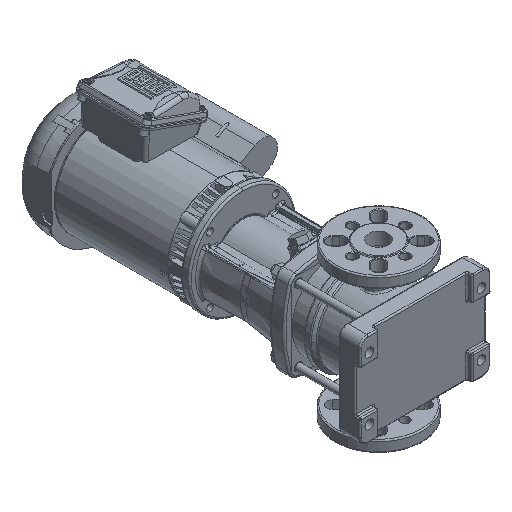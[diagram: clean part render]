
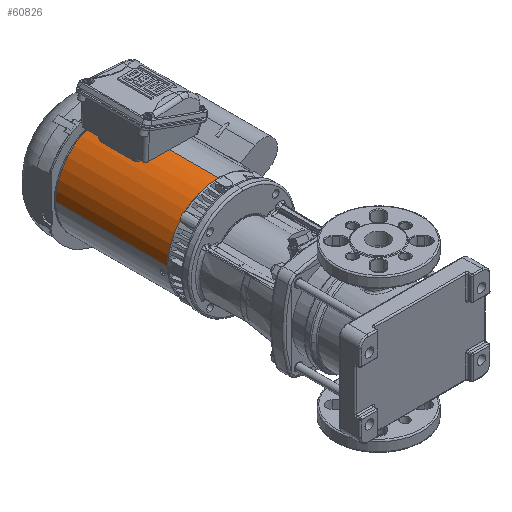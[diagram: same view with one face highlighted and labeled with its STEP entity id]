
A CAD part, isometric view. The second image highlights one B-rep face of the part: STEP entity #60826.
In plain terms, the highlighted cylindrical face has radius 81.875 mm (diameter 163.75 mm), a partial arc.
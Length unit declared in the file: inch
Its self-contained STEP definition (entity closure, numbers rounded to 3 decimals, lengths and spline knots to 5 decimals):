
#1327 = CIRCLE ( 'NONE', #43060, 3.22343 ) ;
#2128 = CARTESIAN_POINT ( 'NONE',  ( 0., 0., 3.22343 ) ) ;
#2400 = CARTESIAN_POINT ( 'NONE',  ( 21.20633, -3.22343, 0.00056 ) ) ;
#8447 = ORIENTED_EDGE ( 'NONE', *, *, #83511, .T. ) ;
#8905 = VERTEX_POINT ( 'NONE', #8991 ) ;
#8991 = CARTESIAN_POINT ( 'NONE',  ( -7.08661, -3.22343, 0.00056 ) ) ;
#10701 = AXIS2_PLACEMENT_3D ( 'NONE', #90029, #56215, #13274 ) ;
#11352 = FACE_OUTER_BOUND ( 'NONE', #96623, .T. ) ;
#11643 = LINE ( 'NONE', #2400, #82624 ) ;
#12944 = DIRECTION ( 'NONE',  ( 0., 0., 1. ) ) ;
#13274 = DIRECTION ( 'NONE',  ( 0., 0., 1. ) ) ;
#14131 = LINE ( 'NONE', #23399, #42692 ) ;
#21687 = DIRECTION ( 'NONE',  ( -1., 0., 0. ) ) ;
#22269 = VERTEX_POINT ( 'NONE', #2128 ) ;
#22375 = DIRECTION ( 'NONE',  ( -1., 0., 0. ) ) ;
#23399 = CARTESIAN_POINT ( 'NONE',  ( 21.20633, 0., 3.22343 ) ) ;
#27446 = DIRECTION ( 'NONE',  ( -1., 0., 0. ) ) ;
#31068 = DIRECTION ( 'NONE',  ( 0., 0., -1. ) ) ;
#34527 = CARTESIAN_POINT ( 'NONE',  ( 0., -3.22343, 0.00056 ) ) ;
#40700 = AXIS2_PLACEMENT_3D ( 'NONE', #54822, #21687, #12944 ) ;
#42692 = VECTOR ( 'NONE', #81074, 39.37008 ) ;
#43060 = AXIS2_PLACEMENT_3D ( 'NONE', #81653, #22375, #31068 ) ;
#43505 = EDGE_CURVE ( 'NONE', #67648, #8905, #45423, .T. ) ;
#45423 = CIRCLE ( 'NONE', #10701, 3.22343 ) ;
#46293 = ORIENTED_EDGE ( 'NONE', *, *, #53925, .T. ) ;
#53925 = EDGE_CURVE ( 'NONE', #22269, #67648, #14131, .T. ) ;
#54822 = CARTESIAN_POINT ( 'NONE',  ( 21.20633, 0., 0. ) ) ;
#56215 = DIRECTION ( 'NONE',  ( 1., 0., 0. ) ) ;
#59550 = CARTESIAN_POINT ( 'NONE',  ( -7.08661, 0., 3.22343 ) ) ;
#60826 = ADVANCED_FACE ( 'NONE', ( #11352 ), #87554, .T. ) ;
#66650 = EDGE_CURVE ( 'NONE', #96428, #8905, #11643, .T. ) ;
#67648 = VERTEX_POINT ( 'NONE', #59550 ) ;
#81074 = DIRECTION ( 'NONE',  ( -1., 0., 0. ) ) ;
#81653 = CARTESIAN_POINT ( 'NONE',  ( 0., 0., 0. ) ) ;
#82624 = VECTOR ( 'NONE', #27446, 39.37008 ) ;
#83511 = EDGE_CURVE ( 'NONE', #96428, #22269, #1327, .T. ) ;
#87554 = CYLINDRICAL_SURFACE ( 'NONE', #40700, 3.22343 ) ;
#90029 = CARTESIAN_POINT ( 'NONE',  ( -7.08661, 0., 0. ) ) ;
#93104 = ORIENTED_EDGE ( 'NONE', *, *, #66650, .F. ) ;
#96428 = VERTEX_POINT ( 'NONE', #34527 ) ;
#96623 = EDGE_LOOP ( 'NONE', ( #8447, #46293, #102041, #93104 ) ) ;
#102041 = ORIENTED_EDGE ( 'NONE', *, *, #43505, .T. ) ;
